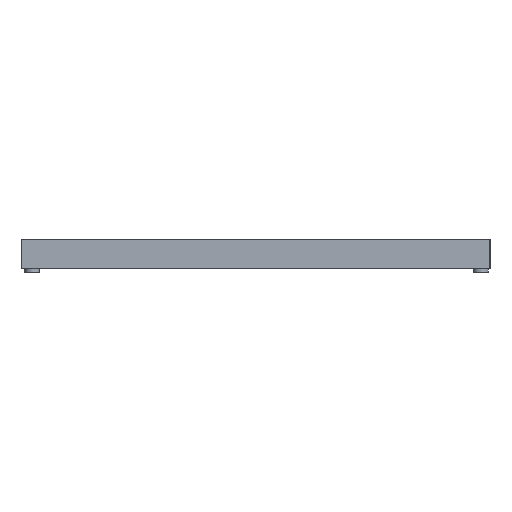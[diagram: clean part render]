
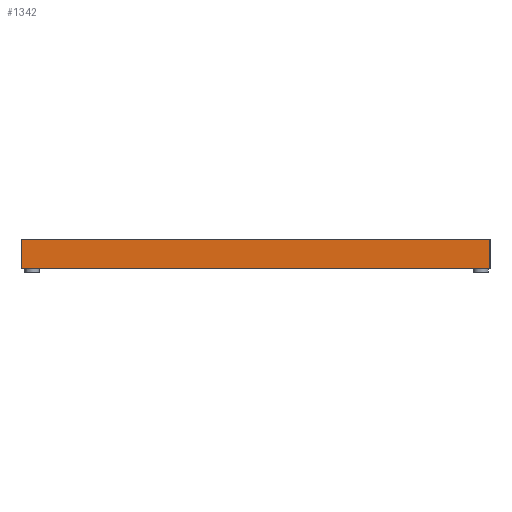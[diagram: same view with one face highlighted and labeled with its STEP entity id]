
A CAD part, left-side view. The second image highlights one B-rep face of the part: STEP entity #1342.
In plain terms, the highlighted planar face has unit normal (-1, 0, 0).
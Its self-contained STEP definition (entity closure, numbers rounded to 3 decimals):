
#136=FACE_OUTER_BOUND('',#218,.T.);
#218=EDGE_LOOP('',(#1198,#1199,#1200,#1201));
#359=LINE('',#2145,#518);
#376=LINE('',#2182,#535);
#377=LINE('',#2190,#536);
#380=LINE('',#2194,#539);
#518=VECTOR('',#1748,10.);
#535=VECTOR('',#1789,10.);
#536=VECTOR('',#1802,10.);
#539=VECTOR('',#1807,10.);
#653=VERTEX_POINT('',#2142);
#654=VERTEX_POINT('',#2144);
#660=VERTEX_POINT('',#2176);
#662=VERTEX_POINT('',#2180);
#823=EDGE_CURVE('',#654,#653,#359,.T.);
#841=EDGE_CURVE('',#662,#660,#376,.T.);
#844=EDGE_CURVE('',#653,#660,#377,.T.);
#847=EDGE_CURVE('',#654,#662,#380,.T.);
#1198=ORIENTED_EDGE('',*,*,#841,.F.);
#1199=ORIENTED_EDGE('',*,*,#847,.F.);
#1200=ORIENTED_EDGE('',*,*,#823,.T.);
#1201=ORIENTED_EDGE('',*,*,#844,.T.);
#1276=PLANE('',#1461);
#1342=ADVANCED_FACE('',(#136),#1276,.T.);
#1461=AXIS2_PLACEMENT_3D('',#2195,#1808,#1809);
#1748=DIRECTION('',(0.,1.,0.));
#1789=DIRECTION('',(0.,1.,0.));
#1802=DIRECTION('',(0.,0.,-1.));
#1807=DIRECTION('',(0.,0.,-1.));
#1808=DIRECTION('center_axis',(-1.,0.,0.));
#1809=DIRECTION('ref_axis',(0.,0.,
1.));
#2142=CARTESIAN_POINT('',(-162.312,61.103,17.701));
#2144=CARTESIAN_POINT('',(-162.312,-67.97,17.701));
#2145=CARTESIAN_POINT('',(-162.312,-67.97,17.701));
#2176=CARTESIAN_POINT('',(-162.312,61.103,9.701));
#2180=CARTESIAN_POINT('',(-162.312,-67.97,9.701));
#2182=CARTESIAN_POINT('',(-162.312,-3.433,9.701));
#2190=CARTESIAN_POINT('',(-162.312,61.103,12.701));
#2194=CARTESIAN_POINT('',(-162.312,-67.97,12.701));
#2195=CARTESIAN_POINT('Origin',(-162.312,-67.97,5.701));
